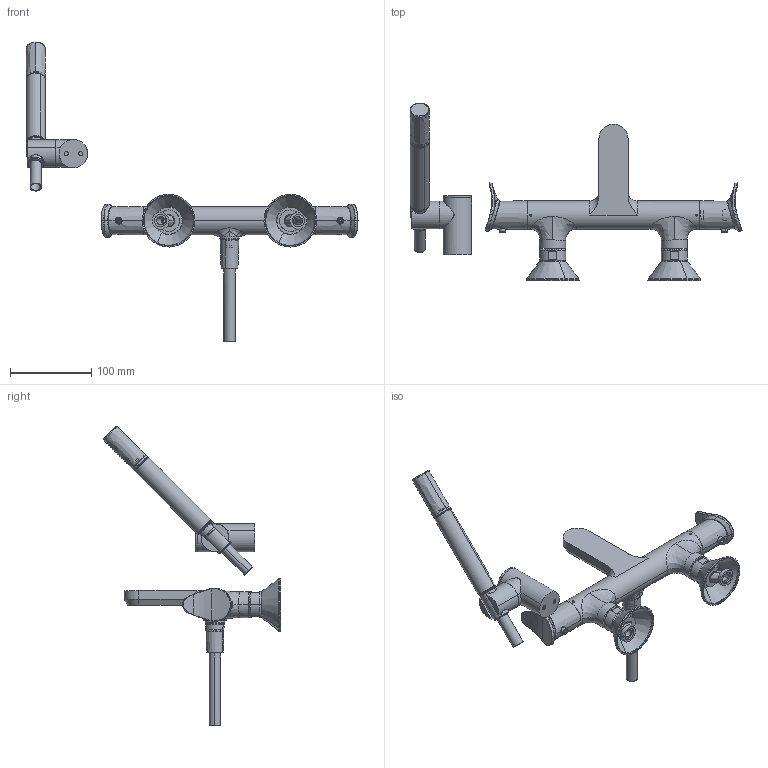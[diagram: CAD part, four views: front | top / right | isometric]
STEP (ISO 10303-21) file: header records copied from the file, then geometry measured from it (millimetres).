
FILE_DESCRIPTION(('CATIA V5 STEP Exchange','CAx-IF Rec.Pracs.--- Model Styling and Organization---1.5--- 2016-08-15','CAx-IF Rec.Pracs.---Supplemental Geometry---1.0---2011-11-01','CAx-IF Rec.Pracs.--- Composite Materials ---3.4---2017-06-13','CAx-IF Rec.Pracs.---Tessellated 3D Geometry---1.0---2015-12-17'),'2;1');
FILE_NAME('HCD21010xx - rendering.stp','2024-01-30T13:04:56+00:00',('none'),('none'),'CATIA Version 5-6 Release 2020 SP2','CATIA V5 STEP AP242 v2','none');
FILE_SCHEMA(('AP242_MANAGED_MODEL_BASED_3D_ENGINEERING_MIM_LF {1 0 10303 442 1 1 4}'));
Products named in the file (1): HCD21010_AllCATPart
Bounding box: 409.32 x 218.59 x 369.76 mm (x, y, z)
Volume: 399400.7 mm3; surface area: 208351.5 mm2
Topology: 5 solids, 351 shells, 3018 faces, 9101 edges, 6360 vertices
Faces by surface type: plane 925, cylinder 753, bspline 715, torus 318, cone 245, sphere 38, extrusion 16, revolution 8
Entity records: 181215 total; most frequent: CARTESIAN_POINT 111595, ORIENTED_EDGE 16388, EDGE_CURVE 9020, DIRECTION 7432, VERTEX_POINT 6360, B_SPLINE_CURVE_WITH_KNOTS 3981, AXIS2_PLACEMENT_3D 3712, EDGE_LOOP 3249
